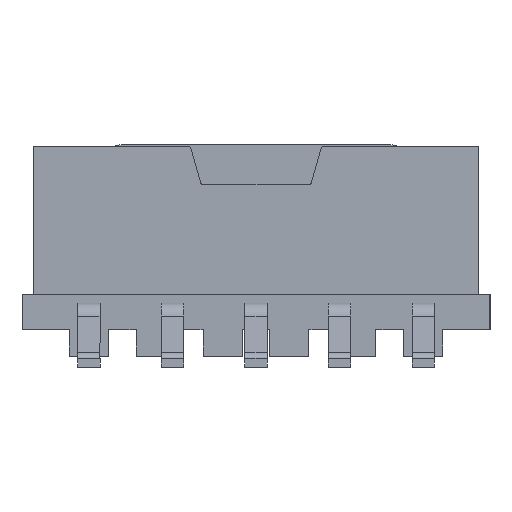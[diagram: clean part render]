
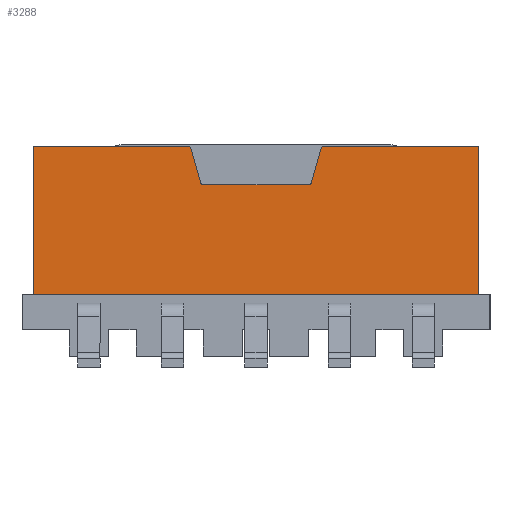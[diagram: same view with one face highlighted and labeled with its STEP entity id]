
A CAD part, left-side view. The second image highlights one B-rep face of the part: STEP entity #3288.
In plain terms, the highlighted face is planar.
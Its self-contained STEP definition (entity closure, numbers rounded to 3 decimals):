
#30 = EDGE_CURVE ( 'NONE', #5453, #4329, #2270, .T. ) ;
#43 = VERTEX_POINT ( 'NONE', #4956 ) ;
#51 = VECTOR ( 'NONE', #1861, 1000. ) ;
#87 = EDGE_CURVE ( 'NONE', #1453, #5453, #1585, .T. ) ;
#97 = DIRECTION ( 'NONE',  ( 0.276, 0., 0.961 ) ) ;
#99 = CARTESIAN_POINT ( 'NONE',  ( -10., 10., 3.325 ) ) ;
#104 = DIRECTION ( 'NONE',  ( 0., 0., -1. ) ) ;
#115 = CARTESIAN_POINT ( 'NONE',  ( -10., 10., 3.325 ) ) ;
#124 = ORIENTED_EDGE ( 'NONE', *, *, #2065, .T. ) ;
#146 = CARTESIAN_POINT ( 'NONE',  ( -10., 10., 3.325 ) ) ;
#229 = CARTESIAN_POINT ( 'NONE',  ( 2.919, 10., 3.216 ) ) ;
#284 = CARTESIAN_POINT ( 'NONE',  ( -10., 10., 3.325 ) ) ;
#303 = EDGE_CURVE ( 'NONE', #2892, #323, #1015, .T. ) ;
#323 = VERTEX_POINT ( 'NONE', #229 ) ;
#325 = VERTEX_POINT ( 'NONE', #4358 ) ;
#330 = CARTESIAN_POINT ( 'NONE',  ( -10., 10., 1.581 ) ) ;
#627 = DIRECTION ( 'NONE',  ( 0., -1., 0. ) ) ;
#628 = ORIENTED_EDGE ( 'NONE', *, *, #4486, .T. ) ;
#715 = CARTESIAN_POINT ( 'NONE',  ( -2.337, 10., 1.581 ) ) ;
#719 = EDGE_CURVE ( 'NONE', #325, #3137, #4266, .T. ) ;
#790 = DIRECTION ( 'NONE',  ( 0., 0., -1. ) ) ;
#862 = CARTESIAN_POINT ( 'NONE',  ( 10., 10., 3.325 ) ) ;
#882 = DIRECTION ( 'NONE',  ( 0., -1., 0. ) ) ;
#1015 = CIRCLE ( 'NONE', #4398, 0.15 ) ;
#1098 = CARTESIAN_POINT ( 'NONE',  ( -10., 10., 3.325 ) ) ;
#1130 = VERTEX_POINT ( 'NONE', #3230 ) ;
#1138 = DIRECTION ( 'NONE',  ( 0., 0., 1. ) ) ;
#1294 = CARTESIAN_POINT ( 'NONE',  ( 2.337, 10., 1.581 ) ) ;
#1386 = DIRECTION ( 'NONE',  ( 0., 0., -1. ) ) ;
#1452 = EDGE_CURVE ( 'NONE', #43, #5863, #2080, .T. ) ;
#1453 = VERTEX_POINT ( 'NONE', #2620 ) ;
#1577 = ORIENTED_EDGE ( 'NONE', *, *, #3588, .T. ) ;
#1585 = CIRCLE ( 'NONE', #4992, 0.15 ) ;
#1814 = VECTOR ( 'NONE', #3497, 1000. ) ;
#1861 = DIRECTION ( 'NONE',  ( 0., 0., 1. ) ) ;
#1987 = DIRECTION ( 'NONE',  ( 1., 0., 0. ) ) ;
#2005 = DIRECTION ( 'NONE',  ( 0., -1., 0. ) ) ;
#2040 = ORIENTED_EDGE ( 'NONE', *, *, #303, .F. ) ;
#2065 = EDGE_CURVE ( 'NONE', #1130, #325, #5770, .T. ) ;
#2080 = CIRCLE ( 'NONE', #4515, 0.15 ) ;
#2094 = CARTESIAN_POINT ( 'NONE',  ( -2.95, 10., 3.325 ) ) ;
#2219 = DIRECTION ( 'NONE',  ( -1., 0., 0. ) ) ;
#2230 = DIRECTION ( 'NONE',  ( 1., 0., 0. ) ) ;
#2270 = LINE ( 'NONE', #330, #3820 ) ;
#2323 = CARTESIAN_POINT ( 'NONE',  ( -3.063, 10., 3.325 ) ) ;
#2428 = CARTESIAN_POINT ( 'NONE',  ( 2.45, 10., 1.581 ) ) ;
#2478 = CARTESIAN_POINT ( 'NONE',  ( 3.063, 10., 3.175 ) ) ;
#2554 = DIRECTION ( 'NONE',  ( 0., 0., -1. ) ) ;
#2620 = CARTESIAN_POINT ( 'NONE',  ( -2.481, 10., 1.69 ) ) ;
#2681 = CARTESIAN_POINT ( 'NONE',  ( -3.063, 10., 3.175 ) ) ;
#2792 = CARTESIAN_POINT ( 'NONE',  ( 10., 10., 3.325 ) ) ;
#2892 = VERTEX_POINT ( 'NONE', #3176 ) ;
#2917 = LINE ( 'NONE', #2428, #5682 ) ;
#3137 = VERTEX_POINT ( 'NONE', #1098 ) ;
#3176 = CARTESIAN_POINT ( 'NONE',  ( 3.063, 10., 3.325 ) ) ;
#3230 = CARTESIAN_POINT ( 'NONE',  ( 10., 10., -3.325 ) ) ;
#3288 = ADVANCED_FACE ( 'NONE', ( #5414 ), #4471, .T. ) ;
#3427 = ORIENTED_EDGE ( 'NONE', *, *, #30, .T. ) ;
#3497 = DIRECTION ( 'NONE',  ( 0.276, 0., -0.961 ) ) ;
#3547 = EDGE_LOOP ( 'NONE', ( #124, #4242, #5598, #4194, #5066, #4071, #3427, #1577, #4113, #2040, #628, #3791 ) ) ;
#3588 = EDGE_CURVE ( 'NONE', #4329, #4959, #3929, .T. ) ;
#3612 = DIRECTION ( 'NONE',  ( 1., 0., 0. ) ) ;
#3791 = ORIENTED_EDGE ( 'NONE', *, *, #4273, .T. ) ;
#3820 = VECTOR ( 'NONE', #3612, 1000. ) ;
#3929 = CIRCLE ( 'NONE', #5962, 0.15 ) ;
#3940 = VECTOR ( 'NONE', #1987, 1000. ) ;
#3941 = AXIS2_PLACEMENT_3D ( 'NONE', #284, #4990, #2219 ) ;
#3971 = EDGE_CURVE ( 'NONE', #4959, #323, #2917, .T. ) ;
#4071 = ORIENTED_EDGE ( 'NONE', *, *, #87, .T. ) ;
#4113 = ORIENTED_EDGE ( 'NONE', *, *, #3971, .T. ) ;
#4133 = VECTOR ( 'NONE', #4379, 1000. ) ;
#4153 = LINE ( 'NONE', #2792, #4630 ) ;
#4194 = ORIENTED_EDGE ( 'NONE', *, *, #1452, .F. ) ;
#4242 = ORIENTED_EDGE ( 'NONE', *, *, #719, .T. ) ;
#4266 = LINE ( 'NONE', #115, #51 ) ;
#4270 = LINE ( 'NONE', #2094, #1814 ) ;
#4273 = EDGE_CURVE ( 'NONE', #4586, #1130, #4153, .T. ) ;
#4297 = LINE ( 'NONE', #146, #3940 ) ;
#4329 = VERTEX_POINT ( 'NONE', #1294 ) ;
#4358 = CARTESIAN_POINT ( 'NONE',  ( -10., 10., -3.325 ) ) ;
#4379 = DIRECTION ( 'NONE',  ( -1., 0., 0. ) ) ;
#4398 = AXIS2_PLACEMENT_3D ( 'NONE', #2478, #627, #1138 ) ;
#4452 = EDGE_CURVE ( 'NONE', #43, #1453, #4270, .T. ) ;
#4471 = PLANE ( 'NONE',  #3941 ) ;
#4486 = EDGE_CURVE ( 'NONE', #2892, #4586, #4297, .T. ) ;
#4496 = CARTESIAN_POINT ( 'NONE',  ( 2.481, 10., 1.69 ) ) ;
#4515 = AXIS2_PLACEMENT_3D ( 'NONE', #2681, #4934, #2554 ) ;
#4547 = VECTOR ( 'NONE', #2230, 1000. ) ;
#4554 = CARTESIAN_POINT ( 'NONE',  ( -2.337, 10., 1.731 ) ) ;
#4576 = LINE ( 'NONE', #99, #4547 ) ;
#4586 = VERTEX_POINT ( 'NONE', #862 ) ;
#4630 = VECTOR ( 'NONE', #1386, 1000. ) ;
#4934 = DIRECTION ( 'NONE',  ( 0., -1., 0. ) ) ;
#4956 = CARTESIAN_POINT ( 'NONE',  ( -2.919, 10., 3.216 ) ) ;
#4959 = VERTEX_POINT ( 'NONE', #4496 ) ;
#4990 = DIRECTION ( 'NONE',  ( 0., 1., 0. ) ) ;
#4992 = AXIS2_PLACEMENT_3D ( 'NONE', #4554, #882, #790 ) ;
#5066 = ORIENTED_EDGE ( 'NONE', *, *, #4452, .T. ) ;
#5414 = FACE_OUTER_BOUND ( 'NONE', #3547, .T. ) ;
#5453 = VERTEX_POINT ( 'NONE', #715 ) ;
#5598 = ORIENTED_EDGE ( 'NONE', *, *, #5914, .T. ) ;
#5682 = VECTOR ( 'NONE', #97, 1000. ) ;
#5720 = CARTESIAN_POINT ( 'NONE',  ( -10., 10., -3.325 ) ) ;
#5759 = CARTESIAN_POINT ( 'NONE',  ( 2.337, 10., 1.731 ) ) ;
#5770 = LINE ( 'NONE', #5720, #4133 ) ;
#5863 = VERTEX_POINT ( 'NONE', #2323 ) ;
#5914 = EDGE_CURVE ( 'NONE', #3137, #5863, #4576, .T. ) ;
#5962 = AXIS2_PLACEMENT_3D ( 'NONE', #5759, #2005, #104 ) ;
